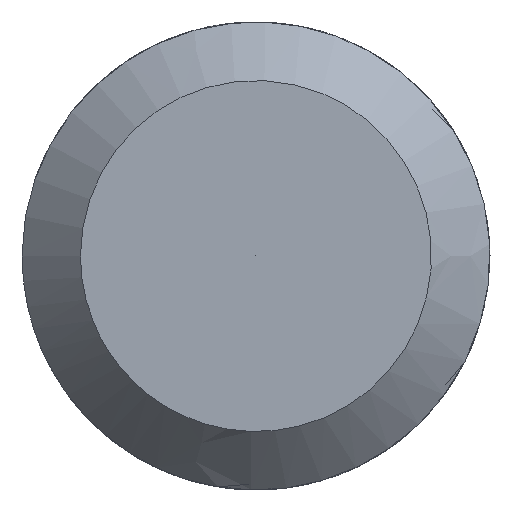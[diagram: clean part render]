
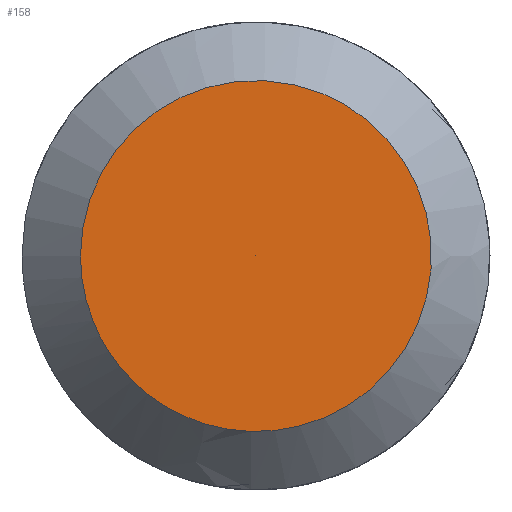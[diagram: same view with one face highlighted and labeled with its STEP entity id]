
A CAD part, left-side view. The second image highlights one B-rep face of the part: STEP entity #158.
In plain terms, the highlighted free-form (B-spline) face has degree [5, 1] with [6, 2] control points.
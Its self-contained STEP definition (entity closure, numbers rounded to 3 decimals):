
#124 = CARTESIAN_POINT ('', (-63., 0., 0.));
#125 = VERTEX_POINT ('', #124);
#126 = CARTESIAN_POINT ('', (-63., 1.5, 0.));
#127 = VERTEX_POINT ('', #126);
#128 = CARTESIAN_POINT ('', (-63., 0., 0.));
#129 = CARTESIAN_POINT ('', (-63., 1.5, 0.));
#130 = B_SPLINE_CURVE_WITH_KNOTS ('', 1, (#128, #129), .UNSPECIFIED., .F., .U., (2, 2), (0., 1.), .UNSPECIFIED.);
#131 = EDGE_CURVE ('', #125, #127, #130, .T.);
#132 = ORIENTED_EDGE ('', *, *, #131, .F.);
#133 = ORIENTED_EDGE ('', *, *, #131, .T.);
#134 = CARTESIAN_POINT ('', (-63., 1.5, 0.));
#135 = CARTESIAN_POINT ('', (-63., 1.5, 6.));
#136 = CARTESIAN_POINT ('', (-63., -4.5, 3.));
#137 = CARTESIAN_POINT ('', (-63., -4.5, -3.));
#138 = CARTESIAN_POINT ('', (-63., 1.5, -6.));
#139 = CARTESIAN_POINT ('', (-63., 1.5, 0.));
#140 = (
   BOUNDED_CURVE ()
   B_SPLINE_CURVE (5, (#134, #135, #136, #137, #138, #139), .UNSPECIFIED., .T., .U.)
   B_SPLINE_CURVE_WITH_KNOTS ((6, 6), (0., 1.), .UNSPECIFIED.)
   CURVE ()
   GEOMETRIC_REPRESENTATION_ITEM ()
   RATIONAL_B_SPLINE_CURVE ((5., 1., 1., 1., 1., 5.))
   REPRESENTATION_ITEM ('')
);
#141 = EDGE_CURVE ('', #127, #127, #140, .T.);
#142 = ORIENTED_EDGE ('', *, *, #141, .F.);
#143 = EDGE_LOOP ('', (#132, #133, #142));
#144 = FACE_OUTER_BOUND ('', #143, .T.);
#145 = CARTESIAN_POINT ('', (-63., 0., 0.));
#146 = CARTESIAN_POINT ('', (-63., 1.5, 0.));
#147 = CARTESIAN_POINT ('', (-63., 0., 0.));
#148 = CARTESIAN_POINT ('', (-63., 1.5, 6.));
#149 = CARTESIAN_POINT ('', (-63., 0., 0.));
#150 = CARTESIAN_POINT ('', (-63., -4.5, 3.));
#151 = CARTESIAN_POINT ('', (-63., 0., 0.));
#152 = CARTESIAN_POINT ('', (-63., -4.5, -3.));
#153 = CARTESIAN_POINT ('', (-63., 0., 0.));
#154 = CARTESIAN_POINT ('', (-63., 1.5, -6.));
#155 = CARTESIAN_POINT ('', (-63., 0., 0.));
#156 = CARTESIAN_POINT ('', (-63., 1.5, 0.));
#157 = (
   BOUNDED_SURFACE ()
   B_SPLINE_SURFACE (5, 1, ((#145, #146), (#147, #148), (#149, #150), (#151, #152), (#153, #154), (#155, #156)), .UNSPECIFIED., .T., .F., .U.)
   B_SPLINE_SURFACE_WITH_KNOTS ((6, 6), (2, 2), (0., 1.), (0., 1.), .UNSPECIFIED.)
   SURFACE ()
   GEOMETRIC_REPRESENTATION_ITEM ()
   RATIONAL_B_SPLINE_SURFACE (((5., 5.), (1., 1.), (1., 1.), (1., 1.), (1., 1.), (5., 5.)))
   REPRESENTATION_ITEM ('')
);
#158 = ADVANCED_FACE ('', (#144), #157, .T.);
